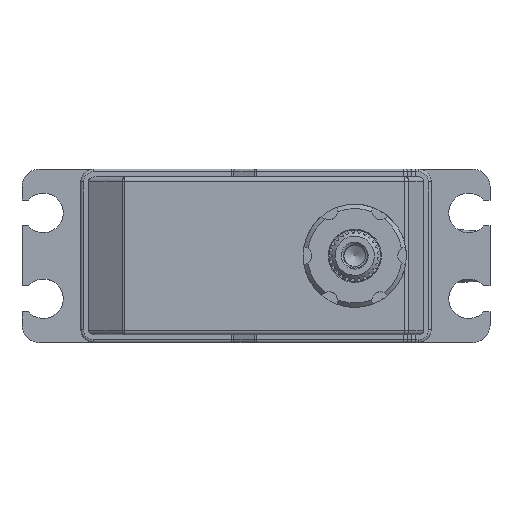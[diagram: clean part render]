
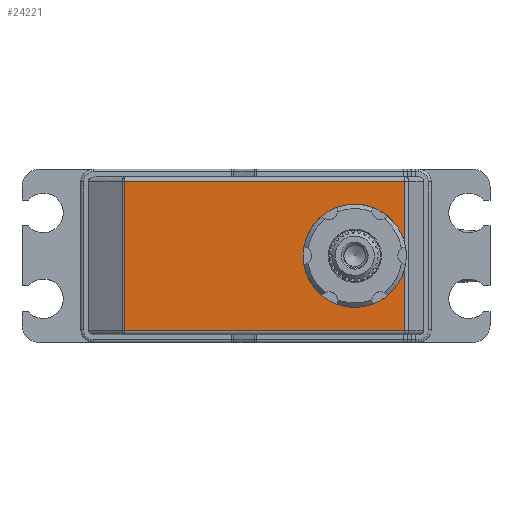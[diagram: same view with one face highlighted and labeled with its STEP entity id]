
A CAD part, top view. The second image highlights one B-rep face of the part: STEP entity #24221.
In plain terms, the highlighted face is planar.
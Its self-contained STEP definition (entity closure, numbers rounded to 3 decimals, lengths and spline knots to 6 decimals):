
#855=PLANE('',#26732);
#1449=LINE('',#37269,#3192);
#1450=LINE('',#37271,#3193);
#1451=LINE('',#37274,#3194);
#1452=LINE('',#37275,#3195);
#1453=LINE('',#37279,#3196);
#3192=VECTOR('',#29846,1.);
#3193=VECTOR('',#29849,1.);
#3194=VECTOR('',#29850,1.);
#3195=VECTOR('',#29851,1.);
#3196=VECTOR('',#29854,1.);
#5301=ORIENTED_EDGE('',*,*,#12730,.T.);
#5302=ORIENTED_EDGE('',*,*,#12731,.T.);
#5303=ORIENTED_EDGE('',*,*,#12729,.T.);
#5304=ORIENTED_EDGE('',*,*,#12732,.T.);
#5305=ORIENTED_EDGE('',*,*,#12733,.F.);
#5306=ORIENTED_EDGE('',*,*,#12734,.T.);
#12729=EDGE_CURVE('',#16444,#16445,#1449,.T.);
#12730=EDGE_CURVE('',#16446,#16447,#1450,.T.);
#12731=EDGE_CURVE('',#16447,#16444,#1451,.T.);
#12732=EDGE_CURVE('',#16445,#16448,#1452,.T.);
#12733=EDGE_CURVE('',#16449,#16448,#18853,.T.);
#12734=EDGE_CURVE('',#16449,#16446,#1453,.T.);
#16444=VERTEX_POINT('',#37266);
#16445=VERTEX_POINT('',#37268);
#16446=VERTEX_POINT('',#37272);
#16447=VERTEX_POINT('',#37273);
#16448=VERTEX_POINT('',#37276);
#16449=VERTEX_POINT('',#37278);
#18853=CIRCLE('',#26733,0.006);
#20375=EDGE_LOOP('',(#5301,#5302,#5303,#5304,#5305,#5306));
#21947=FACE_BOUND('',#20375,.T.);
#24221=ADVANCED_FACE('',(#21947),#855,.T.);
#26732=AXIS2_PLACEMENT_3D('',#37270,#29847,#29848);
#26733=AXIS2_PLACEMENT_3D('',#37277,#29852,#29853);
#29846=DIRECTION('',(1.,0.,0.));
#29847=DIRECTION('',(0.,1.,0.));
#29848=DIRECTION('',(1.,0.,0.));
#29849=DIRECTION('',(-1.,0.,0.));
#29850=DIRECTION('',(0.,0.,1.));
#29851=DIRECTION('',(0.,0.,-1.));
#29852=DIRECTION('',(0.,1.,0.));
#29853=DIRECTION('',(-1.,0.,0.));
#29854=DIRECTION('',(0.,0.,-1.));
#37266=CARTESIAN_POINT('',(-0.015271,0.0269,0.0087));
#37268=CARTESIAN_POINT('',(0.017346,0.0269,0.0087));
#37269=CARTESIAN_POINT('',(-0.015271,0.0269,0.0087));
#37270=CARTESIAN_POINT('',(0.,0.0269,0.));
#37271=CARTESIAN_POINT('',(0.017346,0.0269,-0.0087));
#37272=CARTESIAN_POINT('',(0.017346,0.0269,-0.0087));
#37273=CARTESIAN_POINT('',(-0.015271,0.0269,-0.0087));
#37274=CARTESIAN_POINT('',(-0.015271,0.0269,-0.0087));
#37275=CARTESIAN_POINT('',(0.017346,0.0269,0.0087));
#37276=CARTESIAN_POINT('',(0.017346,0.0269,0.001353));
#37277=CARTESIAN_POINT('',(0.0115,0.0269,0.));
#37278=CARTESIAN_POINT('',(0.017346,0.0269,-0.001353));
#37279=CARTESIAN_POINT('',(0.017346,0.0269,-0.001353));
